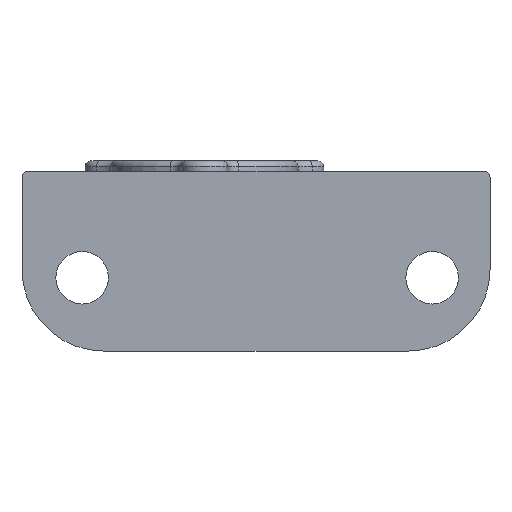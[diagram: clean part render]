
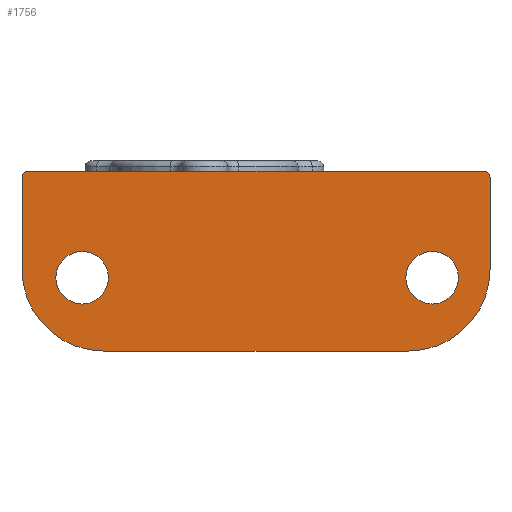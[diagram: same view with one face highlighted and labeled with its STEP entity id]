
A CAD part, front view. The second image highlights one B-rep face of the part: STEP entity #1756.
In plain terms, the highlighted planar face has unit normal (0, -1, 0).
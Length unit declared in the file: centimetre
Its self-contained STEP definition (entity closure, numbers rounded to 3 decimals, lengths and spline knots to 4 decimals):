
#34=FACE_BOUND('',#522,.T.);
#35=FACE_BOUND('',#523,.T.);
#190=PLANE('',#1912);
#220=LINE('',#2583,#283);
#223=LINE('',#2591,#286);
#226=LINE('',#2599,#289);
#236=LINE('',#3731,#299);
#283=VECTOR('',#2135,1.);
#286=VECTOR('',#2144,1.);
#289=VECTOR('',#2153,1.);
#299=VECTOR('',#2223,1.);
#406=FACE_OUTER_BOUND('',#521,.T.);
#521=EDGE_LOOP('',(#1337,#1338,#1339,#1340,#1341,#1342,#1343,#1344));
#522=EDGE_LOOP('',(#1345));
#523=EDGE_LOOP('',(#1346));
#642=CIRCLE('',#1856,0.05);
#655=CIRCLE('',#1878,0.7);
#656=CIRCLE('',#1881,0.7);
#657=CIRCLE('',#1884,0.05);
#673=CIRCLE('',#1913,0.225);
#674=CIRCLE('',#1914,0.225);
#761=VERTEX_POINT('',#2543);
#762=VERTEX_POINT('',#2544);
#772=VERTEX_POINT('',#2581);
#773=VERTEX_POINT('',#2585);
#774=VERTEX_POINT('',#2589);
#775=VERTEX_POINT('',#2593);
#776=VERTEX_POINT('',#2597);
#777=VERTEX_POINT('',#2601);
#813=VERTEX_POINT('',#3732);
#814=VERTEX_POINT('',#3734);
#930=EDGE_CURVE('',#761,#762,#642,.T.);
#950=EDGE_CURVE('',#772,#761,#220,.T.);
#952=EDGE_CURVE('',#772,#773,#655,.T.);
#954=EDGE_CURVE('',#774,#773,#223,.T.);
#956=EDGE_CURVE('',#774,#775,#656,.T.);
#958=EDGE_CURVE('',#775,#776,#226,.T.);
#960=EDGE_CURVE('',#777,#776,#657,.T.);
#1017=EDGE_CURVE('',#777,#762,#236,.T.);
#1018=EDGE_CURVE('',#813,#813,#673,.T.);
#1019=EDGE_CURVE('',#814,#814,#674,.T.);
#1337=ORIENTED_EDGE('',*,*,#930,.F.);
#1338=ORIENTED_EDGE('',*,*,#950,.F.);
#1339=ORIENTED_EDGE('',*,*,#952,.T.);
#1340=ORIENTED_EDGE('',*,*,#954,.F.);
#1341=ORIENTED_EDGE('',*,*,#956,.T.);
#1342=ORIENTED_EDGE('',*,*,#958,.T.);
#1343=ORIENTED_EDGE('',*,*,#960,.F.);
#1344=ORIENTED_EDGE('',*,*,#1017,.T.);
#1345=ORIENTED_EDGE('',*,*,#1018,.T.);
#1346=ORIENTED_EDGE('',*,*,#1019,.T.);
#1756=ADVANCED_FACE('',(#406,#34,#35),#190,.F.);
#1856=AXIS2_PLACEMENT_3D('',#2545,#2086,#2087);
#1878=AXIS2_PLACEMENT_3D('',#2587,#2139,#2140);
#1881=AXIS2_PLACEMENT_3D('',#2595,#2148,#2149);
#1884=AXIS2_PLACEMENT_3D('',#2603,#2157,#2158);
#1912=AXIS2_PLACEMENT_3D('',#3730,#2221,#2222);
#1913=AXIS2_PLACEMENT_3D('',#3733,#2224,#2225);
#1914=AXIS2_PLACEMENT_3D('',#3735,#2226,#2227);
#2086=DIRECTION('center_axis',(0.,1.,0.));
#2087=DIRECTION('ref_axis',(-0.707,0.,0.707));
#2135=DIRECTION('',(0.,0.,1.));
#2139=DIRECTION('center_axis',(0.,-1.,0.));
#2140=DIRECTION('ref_axis',(0.,0.,-1.));
#2144=DIRECTION('',(-1.,0.,0.));
#2148=DIRECTION('center_axis',(0.,-1.,0.));
#2149=DIRECTION('ref_axis',(1.,0.,0.));
#2153=DIRECTION('',(0.,0.,1.));
#2157=DIRECTION('center_axis',(0.,1.,0.));
#2158=DIRECTION('ref_axis',(0.707,0.,0.707));
#2221=DIRECTION('center_axis',(0.,1.,0.));
#2222=DIRECTION('ref_axis',(0.,0.,1.));
#2223=DIRECTION('',(-1.,0.,0.));
#2224=DIRECTION('center_axis',(0.,1.,0.));
#2225=DIRECTION('ref_axis',(-1.,0.,0.));
#2226=DIRECTION('center_axis',(0.,1.,0.));
#2227=DIRECTION('ref_axis',(-1.,0.,0.));
#2543=CARTESIAN_POINT('',(3.1364,3.252,-32.2183));
#2544=CARTESIAN_POINT('',(3.1864,3.252,-32.1683));
#2545=CARTESIAN_POINT('Origin',(3.1864,3.252,-32.2183));
#2581=CARTESIAN_POINT('',(3.1364,3.252,-33.0071));
#2583=CARTESIAN_POINT('',(3.1364,3.252,-32.4683));
#2585=CARTESIAN_POINT('',(3.8364,3.252,-33.7071));
#2587=CARTESIAN_POINT('Origin',(3.8364,3.252,-33.0071));
#2589=CARTESIAN_POINT('',(6.4477,3.252,-33.7071));
#2591=CARTESIAN_POINT('',(7.1477,3.252,-33.7071));
#2593=CARTESIAN_POINT('',(7.1477,3.252,-33.0071));
#2595=CARTESIAN_POINT('Origin',(6.4477,3.252,-33.0071));
#2597=CARTESIAN_POINT('',(7.1477,3.252,-32.2183));
#2599=CARTESIAN_POINT('',(7.1477,3.252,-32.4683));
#2601=CARTESIAN_POINT('',(7.0977,3.252,-32.1683));
#2603=CARTESIAN_POINT('Origin',(7.0977,3.252,-32.2183));
#3730=CARTESIAN_POINT('Origin',(5.142,3.252,-33.0877));
#3731=CARTESIAN_POINT('',(5.142,3.252,-32.1683));
#3732=CARTESIAN_POINT('',(3.8767,3.252,-33.0791));
#3733=CARTESIAN_POINT('Origin',(3.6517,3.252,-33.0791));
#3734=CARTESIAN_POINT('',(6.8767,3.252,-33.0791));
#3735=CARTESIAN_POINT('Origin',(6.6517,3.252,-33.0791));
